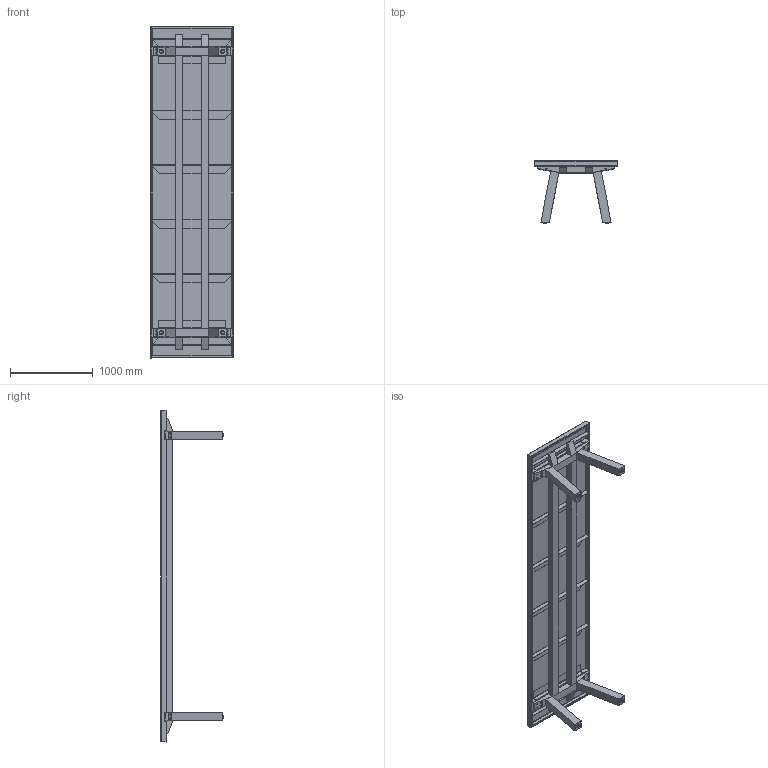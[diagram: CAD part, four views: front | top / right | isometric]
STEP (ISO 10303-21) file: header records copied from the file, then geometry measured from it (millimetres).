
FILE_DESCRIPTION (( 'STEP AP203' ), '1' );
FILE_NAME ('Table Colla TC400.STEP', '2020-05-28T14:07:42', ( '' ), ( '' ), 'SwSTEP 2.0', 'SolidWorks 2019', '' );
FILE_SCHEMA (( 'CONFIG_CONTROL_DESIGN' ));
Length unit declared in the file: millimetre
Products named in the file (14): Table Colla TC400 - reinforcement 1; Stelvoet 925 DUPO Ø38 M10x24  9 hoog; Popnut M10 N23H10KVO40; Table Colla TC400; Colla blad alu 4000 - balk 1; Poten tafel 4000; Colla blad alu 4000 - Balk 2 4000; Colla blad alu 4000 - poot; Table Colla TC400 - reinforcement 2; Table Colla TC400 blad; Rampamoer din7965 M10x30x18.5; Colla blad alu 4000 - Blok; Table Colla TC400 - blad
Assembly tree (38 placements, depth 3):
  Table Colla TC400
    Poten tafel 4000
      Colla blad alu 4000 - balk 1
      Colla blad alu 4000 - poot  x2
      Colla blad alu 4000 - Blok  x2
      Rampamoer din7965 M10x30x18.5  x2
      Stelvoet 925 DUPO Ø38 M10x24  9 hoog  x2
    Table Colla TC400 blad
      Table Colla TC400 - blad
      Table Colla TC400 - reinforcement 2  x4
      Table Colla TC400 - reinforcement 1  x2
      Popnut M10 N23H10KVO40  x8
    Poten tafel 4000
      Colla blad alu 4000 - balk 1
      Colla blad alu 4000 - poot  x2
      Colla blad alu 4000 - Blok  x2
      Rampamoer din7965 M10x30x18.5  x2
      Stelvoet 925 DUPO Ø38 M10x24  9 hoog  x2
    Colla blad alu 4000 - Balk 2 4000  x2
Bounding box: 1000 x 749.91 x 4000 mm (x, y, z)
Volume: 112443648.5 mm3; surface area: 17001601 mm2
Topology: 35 solids, 35 shells, 1242 faces, 3000 edges, 1888 vertices
Faces by surface type: plane 706, cylinder 408, cone 76, bspline 36, torus 16
Entity records: 19232 total; most frequent: CARTESIAN_POINT 6194, ORIENTED_EDGE 2238, DIRECTION 2236, EDGE_CURVE 1119, LINE 766, VECTOR 766, AXIS2_PLACEMENT_3D 735, VERTEX_POINT 686
